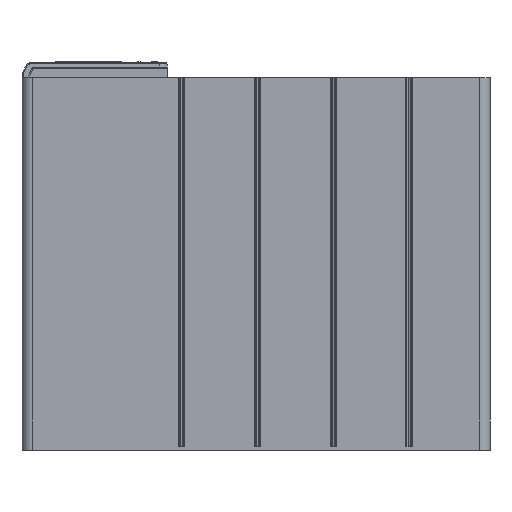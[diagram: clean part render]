
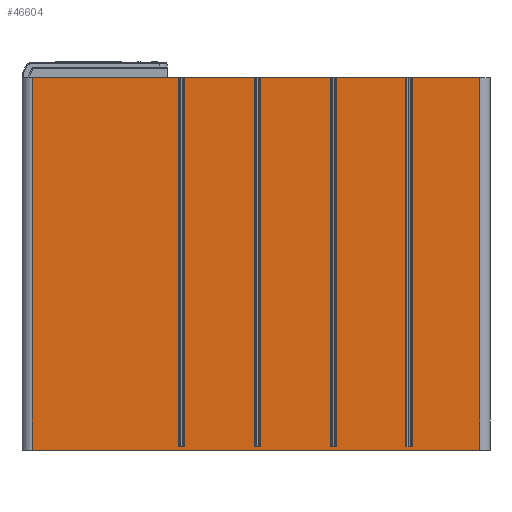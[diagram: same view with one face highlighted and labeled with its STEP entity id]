
A CAD part, front view. The second image highlights one B-rep face of the part: STEP entity #46604.
In plain terms, the highlighted planar face has unit normal (0, -1, 0).
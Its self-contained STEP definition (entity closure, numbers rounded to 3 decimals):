
#134=DIRECTION('',(1.,0.,0.));
#135=VECTOR('',#134,2.468);
#136=CARTESIAN_POINT('',(58.266,-0.5,-146.));
#137=LINE('',#136,#135);
#142=DIRECTION('',(1.,0.,0.));
#143=VECTOR('',#142,2.468);
#144=CARTESIAN_POINT('',(-31.734,-0.5,-146.));
#145=LINE('',#144,#143);
#146=DIRECTION('',(1.,0.,0.));
#147=VECTOR('',#146,2.468);
#148=CARTESIAN_POINT('',(28.266,-0.5,-146.));
#149=LINE('',#148,#147);
#150=DIRECTION('',(1.,0.,0.));
#151=VECTOR('',#150,2.468);
#152=CARTESIAN_POINT('',(-1.734,-0.5,-146.));
#153=LINE('',#152,#151);
#692=DIRECTION('',(1.,0.,0.));
#693=VECTOR('',#692,26.766);
#694=CARTESIAN_POINT('',(60.734,-0.5,0.));
#695=LINE('',#694,#693);
#719=DIRECTION('',(1.,0.,0.));
#720=VECTOR('',#719,27.532);
#721=CARTESIAN_POINT('',(30.734,-0.5,0.));
#722=LINE('',#721,#720);
#746=DIRECTION('',(1.,0.,0.));
#747=VECTOR('',#746,27.532);
#748=CARTESIAN_POINT('',(0.734,-0.5,0.));
#749=LINE('',#748,#747);
#773=DIRECTION('',(1.,0.,0.));
#774=VECTOR('',#773,27.532);
#775=CARTESIAN_POINT('',(-29.266,-0.5,0.));
#776=LINE('',#775,#774);
#800=DIRECTION('',(1.,0.,0.));
#801=VECTOR('',#800,57.766);
#802=CARTESIAN_POINT('',(-89.5,-0.5,0.));
#803=LINE('',#802,#801);
#9787=DIRECTION('',(-1.,0.,0.));
#9788=VECTOR('',#9787,177.);
#9789=CARTESIAN_POINT('',(87.5,-0.5,-147.2));
#9790=LINE('',#9789,#9788);
#10004=DIRECTION('',(0.,0.,1.));
#10005=VECTOR('',#10004,147.2);
#10006=CARTESIAN_POINT('',(87.5,-0.5,-147.2));
#10007=LINE('',#10006,#10005);
#10008=DIRECTION('',(0.,0.,1.));
#10009=VECTOR('',#10008,147.2);
#10010=CARTESIAN_POINT('',(-89.5,-0.5,-147.2));
#10011=LINE('',#10010,#10009);
#10017=DIRECTION('',(0.,0.,-1.));
#10018=VECTOR('',#10017,146.);
#10019=CARTESIAN_POINT('',(-31.734,-0.5,0.));
#10020=LINE('',#10019,#10018);
#10055=DIRECTION('',(0.,0.,1.));
#10056=VECTOR('',#10055,146.);
#10057=CARTESIAN_POINT('',(-29.266,-0.5,-146.));
#10058=LINE('',#10057,#10056);
#10064=DIRECTION('',(0.,0.,-1.));
#10065=VECTOR('',#10064,146.);
#10066=CARTESIAN_POINT('',(-1.734,-0.5,0.));
#10067=LINE('',#10066,#10065);
#10102=DIRECTION('',(0.,0.,1.));
#10103=VECTOR('',#10102,146.);
#10104=CARTESIAN_POINT('',(0.734,-0.5,-146.));
#10105=LINE('',#10104,#10103);
#10111=DIRECTION('',(0.,0.,-1.));
#10112=VECTOR('',#10111,146.);
#10113=CARTESIAN_POINT('',(28.266,-0.5,0.));
#10114=LINE('',#10113,#10112);
#10149=DIRECTION('',(0.,0.,1.));
#10150=VECTOR('',#10149,146.);
#10151=CARTESIAN_POINT('',(30.734,-0.5,-146.));
#10152=LINE('',#10151,#10150);
#10158=DIRECTION('',(0.,0.,-1.));
#10159=VECTOR('',#10158,146.);
#10160=CARTESIAN_POINT('',(58.266,-0.5,0.));
#10161=LINE('',#10160,#10159);
#10196=DIRECTION('',(0.,0.,1.));
#10197=VECTOR('',#10196,146.);
#10198=CARTESIAN_POINT('',(60.734,-0.5,-146.));
#10199=LINE('',#10198,#10197);
#29446=CARTESIAN_POINT('',(87.5,-0.5,0.));
#29447=VERTEX_POINT('',#29446);
#29476=CARTESIAN_POINT('',(60.734,-0.5,0.));
#29477=VERTEX_POINT('',#29476);
#29622=CARTESIAN_POINT('',(58.266,-0.5,0.));
#29623=VERTEX_POINT('',#29622);
#29660=CARTESIAN_POINT('',(30.734,-0.5,0.));
#29661=VERTEX_POINT('',#29660);
#29834=CARTESIAN_POINT('',(-89.5,-0.5,0.));
#29835=CARTESIAN_POINT('',(-31.734,-0.5,0.));
#29836=VERTEX_POINT('',#29834);
#29837=VERTEX_POINT('',#29835);
#29862=CARTESIAN_POINT('',(28.266,-0.5,0.));
#29863=VERTEX_POINT('',#29862);
#29904=CARTESIAN_POINT('',(0.734,-0.5,0.));
#29905=VERTEX_POINT('',#29904);
#30042=CARTESIAN_POINT('',(-29.266,-0.5,0.));
#30043=CARTESIAN_POINT('',(-1.734,-0.5,0.));
#30044=VERTEX_POINT('',#30042);
#30045=VERTEX_POINT('',#30043);
#30316=CARTESIAN_POINT('',(-89.5,-0.5,-147.2));
#30318=VERTEX_POINT('',#30316);
#30328=CARTESIAN_POINT('',(87.5,-0.5,-147.2));
#30329=VERTEX_POINT('',#30328);
#32621=CARTESIAN_POINT('',(60.734,-0.5,-146.));
#32623=VERTEX_POINT('',#32621);
#32729=CARTESIAN_POINT('',(58.266,-0.5,-146.));
#32730=VERTEX_POINT('',#32729);
#32757=CARTESIAN_POINT('',(-31.734,-0.5,-146.));
#32759=VERTEX_POINT('',#32757);
#32781=CARTESIAN_POINT('',(30.734,-0.5,-146.));
#32783=VERTEX_POINT('',#32781);
#32887=CARTESIAN_POINT('',(-29.266,-0.5,-146.));
#32888=VERTEX_POINT('',#32887);
#32905=CARTESIAN_POINT('',(28.266,-0.5,-146.));
#32906=VERTEX_POINT('',#32905);
#32937=CARTESIAN_POINT('',(-1.734,-0.5,-146.));
#32939=VERTEX_POINT('',#32937);
#32951=CARTESIAN_POINT('',(0.734,-0.5,-146.));
#32953=VERTEX_POINT('',#32951);
#46568=CARTESIAN_POINT('',(-93.5,-0.5,0.));
#46569=DIRECTION('',(0.,-1.,0.));
#46570=DIRECTION('',(1.,0.,0.));
#46571=AXIS2_PLACEMENT_3D('',#46568,#46569,#46570);
#46572=PLANE('',#46571);
#46574=ORIENTED_EDGE('',*,*,#46573,.T.);
#46575=ORIENTED_EDGE('',*,*,#35199,.T.);
#46577=ORIENTED_EDGE('',*,*,#46576,.T.);
#46578=ORIENTED_EDGE('',*,*,#34845,.T.);
#46580=ORIENTED_EDGE('',*,*,#46579,.T.);
#46581=ORIENTED_EDGE('',*,*,#35187,.T.);
#46583=ORIENTED_EDGE('',*,*,#46582,.T.);
#46584=ORIENTED_EDGE('',*,*,#34885,.T.);
#46586=ORIENTED_EDGE('',*,*,#46585,.T.);
#46587=ORIENTED_EDGE('',*,*,#35175,.T.);
#46589=ORIENTED_EDGE('',*,*,#46588,.T.);
#46590=ORIENTED_EDGE('',*,*,#34857,.T.);
#46592=ORIENTED_EDGE('',*,*,#46591,.T.);
#46593=ORIENTED_EDGE('',*,*,#35163,.T.);
#46595=ORIENTED_EDGE('',*,*,#46594,.T.);
#46596=ORIENTED_EDGE('',*,*,#34797,.T.);
#46598=ORIENTED_EDGE('',*,*,#46597,.T.);
#46599=ORIENTED_EDGE('',*,*,#35151,.T.);
#46600=ORIENTED_EDGE('',*,*,#46562,.F.);
#46601=ORIENTED_EDGE('',*,*,#46120,.T.);
#46602=EDGE_LOOP('',(#46574,#46575,#46577,#46578,#46580,#46581,#46583,#46584,
#46586,#46587,#46589,#46590,#46592,#46593,#46595,#46596,#46598,#46599,#46600,
#46601));
#46603=FACE_OUTER_BOUND('',#46602,.F.);
#46604=ADVANCED_FACE('',(#46603),#46572,.T.);
#34797=EDGE_CURVE('',#32730,#32623,#137,.T.);
#34845=EDGE_CURVE('',#32759,#32888,#145,.T.);
#34857=EDGE_CURVE('',#32906,#32783,#149,.T.);
#34885=EDGE_CURVE('',#32939,#32953,#153,.T.);
#35151=EDGE_CURVE('',#29477,#29447,#695,.T.);
#35163=EDGE_CURVE('',#29661,#29623,#722,.T.);
#35175=EDGE_CURVE('',#29905,#29863,#749,.T.);
#35187=EDGE_CURVE('',#30044,#30045,#776,.T.);
#35199=EDGE_CURVE('',#29836,#29837,#803,.T.);
#46120=EDGE_CURVE('',#30329,#30318,#9790,.T.);
#46562=EDGE_CURVE('',#30329,#29447,#10007,.T.);
#46573=EDGE_CURVE('',#30318,#29836,#10011,.T.);
#46576=EDGE_CURVE('',#29837,#32759,#10020,.T.);
#46579=EDGE_CURVE('',#32888,#30044,#10058,.T.);
#46582=EDGE_CURVE('',#30045,#32939,#10067,.T.);
#46585=EDGE_CURVE('',#32953,#29905,#10105,.T.);
#46588=EDGE_CURVE('',#29863,#32906,#10114,.T.);
#46591=EDGE_CURVE('',#32783,#29661,#10152,.T.);
#46594=EDGE_CURVE('',#29623,#32730,#10161,.T.);
#46597=EDGE_CURVE('',#32623,#29477,#10199,.T.);
